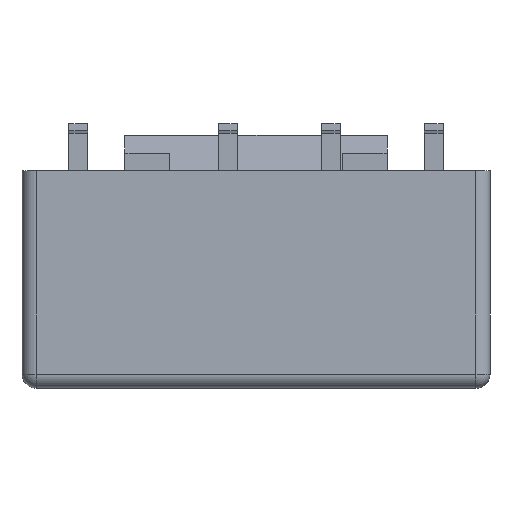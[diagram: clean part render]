
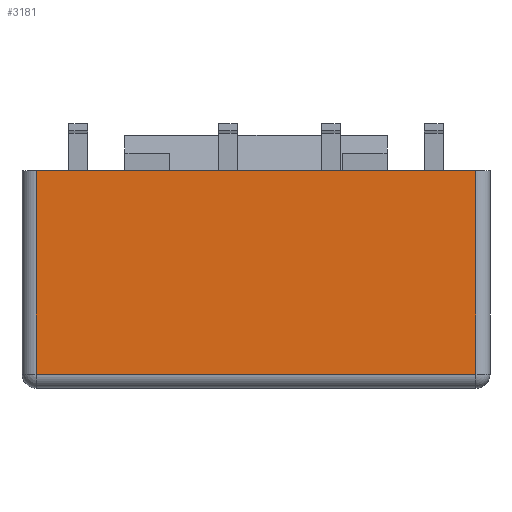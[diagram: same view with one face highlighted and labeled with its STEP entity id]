
A CAD part, front view. The second image highlights one B-rep face of the part: STEP entity #3181.
In plain terms, the highlighted planar face has unit normal (0, -1, 0).
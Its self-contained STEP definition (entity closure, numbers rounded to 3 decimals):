
#16 = VERTEX_POINT ( 'NONE', #1691 ) ;
#231 = EDGE_CURVE ( 'NONE', #2011, #1828, #954, .T. ) ;
#370 = DIRECTION ( 'NONE',  ( 0., 1., 0. ) ) ;
#401 = LINE ( 'NONE', #1403, #1032 ) ;
#579 = VERTEX_POINT ( 'NONE', #1186 ) ;
#621 = DIRECTION ( 'NONE',  ( 1., 0., 0. ) ) ;
#736 = FACE_OUTER_BOUND ( 'NONE', #2619, .T. ) ;
#801 = ORIENTED_EDGE ( 'NONE', *, *, #231, .T. ) ;
#954 = LINE ( 'NONE', #2306, #2376 ) ;
#1024 = EDGE_CURVE ( 'NONE', #16, #2011, #3222, .T. ) ;
#1032 = VECTOR ( 'NONE', #2471, 1000. ) ;
#1046 = ORIENTED_EDGE ( 'NONE', *, *, #1024, .T. ) ;
#1136 = CARTESIAN_POINT ( 'NONE',  ( 4.7, -3., -1. ) ) ;
#1186 = CARTESIAN_POINT ( 'NONE',  ( -4.7, -3., -1. ) ) ;
#1190 = CARTESIAN_POINT ( 'NONE',  ( 0., -3., 0. ) ) ;
#1232 = EDGE_CURVE ( 'NONE', #1828, #579, #3178, .T. ) ;
#1403 = CARTESIAN_POINT ( 'NONE',  ( -4.7, -3., -5.65 ) ) ;
#1625 = CARTESIAN_POINT ( 'NONE',  ( -5., -3., -1. ) ) ;
#1691 = CARTESIAN_POINT ( 'NONE',  ( -4.7, -3., -5.35 ) ) ;
#1704 = PLANE ( 'NONE',  #3088 ) ;
#1828 = VERTEX_POINT ( 'NONE', #1136 ) ;
#1887 = DIRECTION ( 'NONE',  ( -1., 0., 0. ) ) ;
#2011 = VERTEX_POINT ( 'NONE', #2807 ) ;
#2074 = ORIENTED_EDGE ( 'NONE', *, *, #1232, .T. ) ;
#2227 = ORIENTED_EDGE ( 'NONE', *, *, #2753, .T. ) ;
#2306 = CARTESIAN_POINT ( 'NONE',  ( 4.7, -3., 0. ) ) ;
#2376 = VECTOR ( 'NONE', #3361, 1000. ) ;
#2471 = DIRECTION ( 'NONE',  ( 0., 0., -1. ) ) ;
#2492 = VECTOR ( 'NONE', #1887, 1000. ) ;
#2522 = CARTESIAN_POINT ( 'NONE',  ( 0., -3., -5.35 ) ) ;
#2619 = EDGE_LOOP ( 'NONE', ( #1046, #801, #2074, #2227 ) ) ;
#2753 = EDGE_CURVE ( 'NONE', #579, #16, #401, .T. ) ;
#2807 = CARTESIAN_POINT ( 'NONE',  ( 4.7, -3., -5.35 ) ) ;
#3056 = DIRECTION ( 'NONE',  ( 0., 0., 1. ) ) ;
#3066 = VECTOR ( 'NONE', #621, 1000. ) ;
#3088 = AXIS2_PLACEMENT_3D ( 'NONE', #1190, #370, #3056 ) ;
#3178 = LINE ( 'NONE', #1625, #2492 ) ;
#3181 = ADVANCED_FACE ( 'NONE', ( #736 ), #1704, .F. ) ;
#3222 = LINE ( 'NONE', #2522, #3066 ) ;
#3361 = DIRECTION ( 'NONE',  ( 0., 0., 1. ) ) ;
